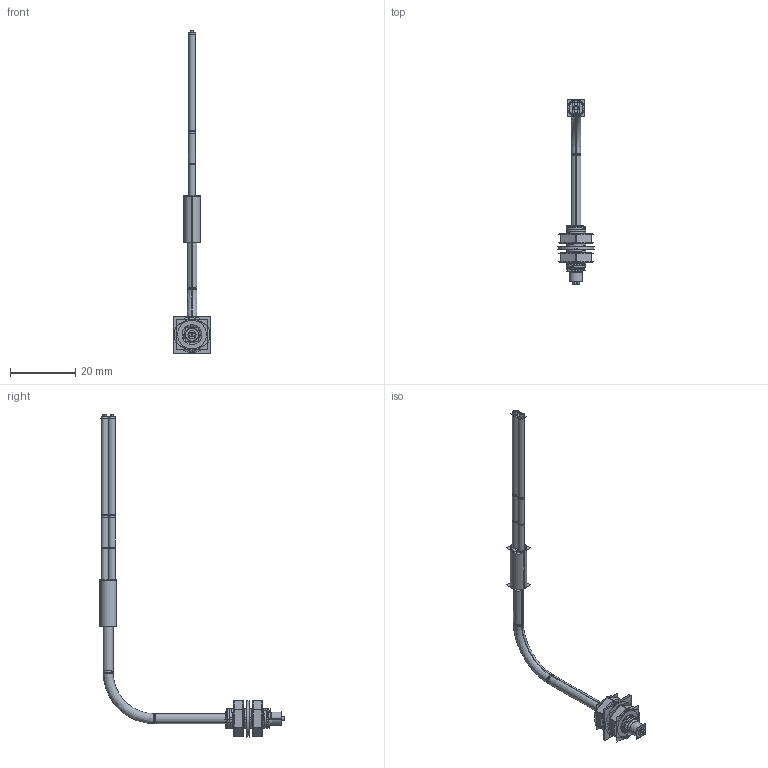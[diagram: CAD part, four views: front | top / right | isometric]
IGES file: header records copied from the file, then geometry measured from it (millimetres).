
Start section:  PTC IGES file: 166419.igs
Global section: file name: 166419.igs; native system: Creo Parametric by Parametric Technology Corporation; preprocessor: 2013230; author: pdmadmin; organization: Unknown; date: 20160105.130716; units: millimetre
Bounding box: 11.44 x 56.82 x 99.14 mm (x, y, z)
Volume: 1365.9 mm3; surface area: 25565.4 mm2
Topology: 13 solids, 15 shells, 424 faces, 2128 edges, 2726 vertices
Faces by surface type: revolution 288, bspline 136
